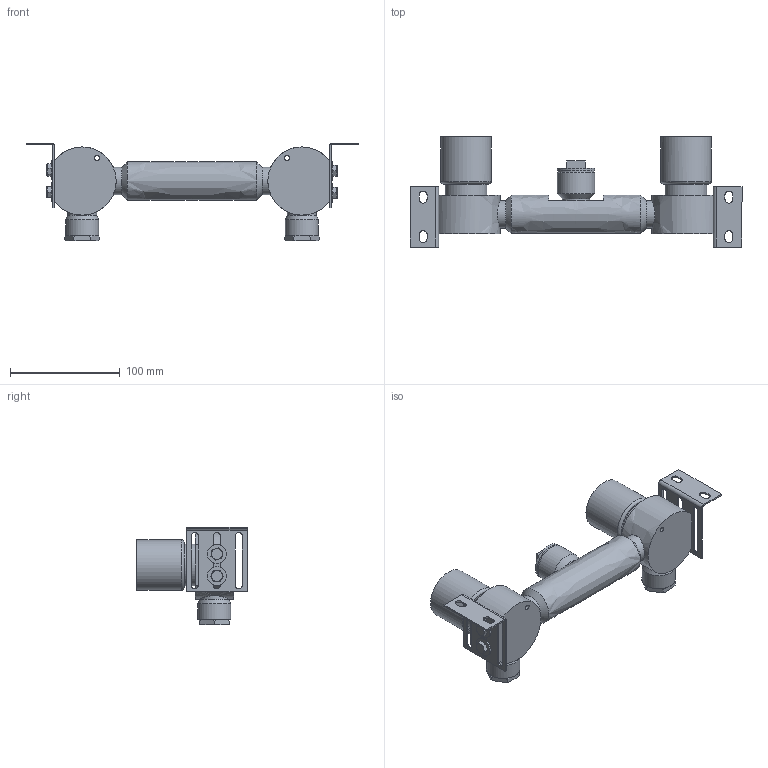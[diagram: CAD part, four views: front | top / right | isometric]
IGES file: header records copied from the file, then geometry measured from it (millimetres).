
Global section: file name: V718-IS; native system: Autodesk Inventor 2018; preprocessor: unknown; author: A.PRICE; date: 20171205.073627; units: millimetre
Bounding box: 302 x 100.3 x 89 mm (x, y, z)
Volume: 370050.6 mm3; surface area: 160051.5 mm2
Topology: 26 solids, 26 shells, 425 faces, 1084 edges, 749 vertices
Faces by surface type: bspline 425
